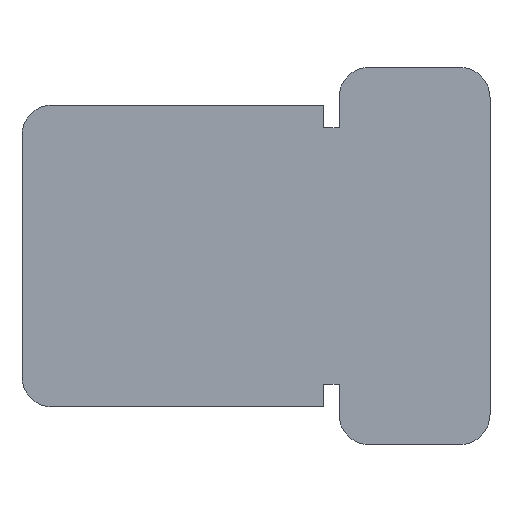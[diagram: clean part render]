
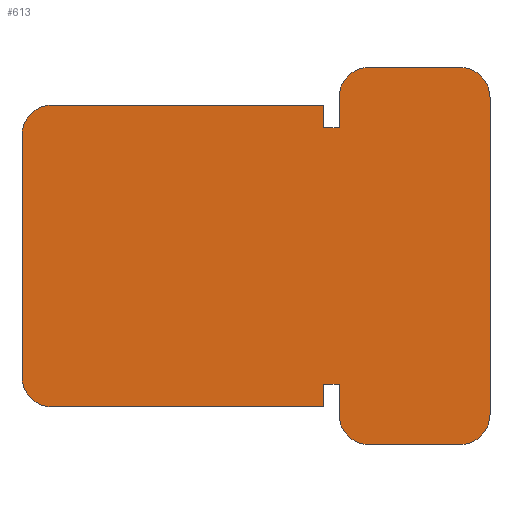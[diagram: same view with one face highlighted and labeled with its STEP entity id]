
A CAD part, front view. The second image highlights one B-rep face of the part: STEP entity #613.
In plain terms, the highlighted planar face has unit normal (0, -1, 0).
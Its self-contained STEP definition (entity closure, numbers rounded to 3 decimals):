
#3 = DIRECTION ( 'NONE',  ( 0., -1., 0. ) ) ;
#21 = CARTESIAN_POINT ( 'NONE',  ( 130., 0., -125. ) ) ;
#22 = EDGE_CURVE ( 'NONE', #251, #510, #719, .T. ) ;
#25 = CARTESIAN_POINT ( 'NONE',  ( 0., 0., 0. ) ) ;
#28 = VECTOR ( 'NONE', #704, 1000. ) ;
#46 = CARTESIAN_POINT ( 'NONE',  ( 100., 0., 85. ) ) ;
#48 = CARTESIAN_POINT ( 'NONE',  ( 130., 0., -105. ) ) ;
#53 = LINE ( 'NONE', #304, #782 ) ;
#66 = AXIS2_PLACEMENT_3D ( 'NONE', #430, #742, #320 ) ;
#77 = AXIS2_PLACEMENT_3D ( 'NONE', #174, #550, #233 ) ;
#80 = ORIENTED_EDGE ( 'NONE', *, *, #747, .T. ) ;
#91 = ORIENTED_EDGE ( 'NONE', *, *, #368, .F. ) ;
#94 = CARTESIAN_POINT ( 'NONE',  ( -100., 0., -100. ) ) ;
#103 = DIRECTION ( 'NONE',  ( 0., 0., 1. ) ) ;
#113 = LINE ( 'NONE', #732, #323 ) ;
#119 = CARTESIAN_POINT ( 'NONE',  ( -100., 0., -80. ) ) ;
#139 = ORIENTED_EDGE ( 'NONE', *, *, #331, .T. ) ;
#149 = VECTOR ( 'NONE', #235, 1000. ) ;
#150 = DIRECTION ( 'NONE',  ( 0., 1., 0. ) ) ;
#160 = VERTEX_POINT ( 'NONE', #764 ) ;
#163 = VERTEX_POINT ( 'NONE', #230 ) ;
#172 = CIRCLE ( 'NONE', #723, 20. ) ;
#173 = LINE ( 'NONE', #409, #149 ) ;
#174 = CARTESIAN_POINT ( 'NONE',  ( -80., 0., -80. ) ) ;
#182 = CARTESIAN_POINT ( 'NONE',  ( 210., 0., 125. ) ) ;
#184 = VECTOR ( 'NONE', #657, 1000. ) ;
#188 = CIRCLE ( 'NONE', #291, 20. ) ;
#189 = DIRECTION ( 'NONE',  ( 0., -1., 0. ) ) ;
#190 = ORIENTED_EDGE ( 'NONE', *, *, #248, .F. ) ;
#192 = CARTESIAN_POINT ( 'NONE',  ( -80., 0., 100. ) ) ;
#214 = ORIENTED_EDGE ( 'NONE', *, *, #219, .F. ) ;
#218 = ORIENTED_EDGE ( 'NONE', *, *, #309, .T. ) ;
#219 = EDGE_CURVE ( 'NONE', #470, #758, #113, .T. ) ;
#222 = ORIENTED_EDGE ( 'NONE', *, *, #344, .T. ) ;
#230 = CARTESIAN_POINT ( 'NONE',  ( 110., 0., 85. ) ) ;
#233 = DIRECTION ( 'NONE',  ( 0., 0., 1. ) ) ;
#235 = DIRECTION ( 'NONE',  ( -1., 0., 0. ) ) ;
#241 = DIRECTION ( 'NONE',  ( 0., 0., -1. ) ) ;
#242 = CARTESIAN_POINT ( 'NONE',  ( -80., 0., 80. ) ) ;
#248 = EDGE_CURVE ( 'NONE', #779, #371, #593, .T. ) ;
#251 = VERTEX_POINT ( 'NONE', #298 ) ;
#265 = CARTESIAN_POINT ( 'NONE',  ( -100., 0., 80. ) ) ;
#290 = VECTOR ( 'NONE', #447, 1000. ) ;
#291 = AXIS2_PLACEMENT_3D ( 'NONE', #301, #424, #306 ) ;
#294 = DIRECTION ( 'NONE',  ( -1., 0., 0. ) ) ;
#295 = DIRECTION ( 'NONE',  ( 0., 0., -1. ) ) ;
#298 = CARTESIAN_POINT ( 'NONE',  ( 100., 0., 100. ) ) ;
#301 = CARTESIAN_POINT ( 'NONE',  ( 130., 0., 105. ) ) ;
#304 = CARTESIAN_POINT ( 'NONE',  ( 210., 0., -125. ) ) ;
#306 = DIRECTION ( 'NONE',  ( 0., 0., 1. ) ) ;
#309 = EDGE_CURVE ( 'NONE', #584, #419, #172, .T. ) ;
#319 = VERTEX_POINT ( 'NONE', #607 ) ;
#320 = DIRECTION ( 'NONE',  ( 0., 0., 1. ) ) ;
#323 = VECTOR ( 'NONE', #294, 1000. ) ;
#324 = CIRCLE ( 'NONE', #66, 20. ) ;
#328 = CARTESIAN_POINT ( 'NONE',  ( 100., 0., 85. ) ) ;
#331 = EDGE_CURVE ( 'NONE', #766, #763, #753, .T. ) ;
#336 = CARTESIAN_POINT ( 'NONE',  ( 110., 0., -105. ) ) ;
#344 = EDGE_CURVE ( 'NONE', #650, #733, #683, .T. ) ;
#345 = DIRECTION ( 'NONE',  ( 0., 0., 1. ) ) ;
#347 = EDGE_LOOP ( 'NONE', ( #438, #218, #741, #222, #697, #515, #190, #80, #91, #745, #622, #715, #748, #356, #139, #755, #482, #214 ) ) ;
#351 = DIRECTION ( 'NONE',  ( 0., 0., 1. ) ) ;
#353 = AXIS2_PLACEMENT_3D ( 'NONE', #425, #3, #103 ) ;
#356 = ORIENTED_EDGE ( 'NONE', *, *, #599, .F. ) ;
#358 = LINE ( 'NONE', #606, #466 ) ;
#366 = CIRCLE ( 'NONE', #450, 20. ) ;
#368 = EDGE_CURVE ( 'NONE', #163, #160, #738, .T. ) ;
#371 = VERTEX_POINT ( 'NONE', #484 ) ;
#376 = DIRECTION ( 'NONE',  ( 0., 0., 1. ) ) ;
#378 = EDGE_CURVE ( 'NONE', #448, #500, #366, .T. ) ;
#386 = CARTESIAN_POINT ( 'NONE',  ( -100., 0., 100. ) ) ;
#390 = LINE ( 'NONE', #94, #28 ) ;
#403 = LINE ( 'NONE', #574, #290 ) ;
#406 = PLANE ( 'NONE',  #532 ) ;
#409 = CARTESIAN_POINT ( 'NONE',  ( -100., 0., -100. ) ) ;
#419 = VERTEX_POINT ( 'NONE', #21 ) ;
#420 = CARTESIAN_POINT ( 'NONE',  ( 130., 0., 125. ) ) ;
#424 = DIRECTION ( 'NONE',  ( 0., -1., 0. ) ) ;
#425 = CARTESIAN_POINT ( 'NONE',  ( 190., 0., -105. ) ) ;
#427 = EDGE_CURVE ( 'NONE', #319, #371, #324, .T. ) ;
#430 = CARTESIAN_POINT ( 'NONE',  ( 190., 0., 105. ) ) ;
#434 = CARTESIAN_POINT ( 'NONE',  ( 110., 0., -85. ) ) ;
#435 = EDGE_CURVE ( 'NONE', #584, #470, #443, .T. ) ;
#437 = CARTESIAN_POINT ( 'NONE',  ( 110., 0., -85. ) ) ;
#438 = ORIENTED_EDGE ( 'NONE', *, *, #435, .F. ) ;
#441 = LINE ( 'NONE', #386, #630 ) ;
#443 = LINE ( 'NONE', #434, #617 ) ;
#447 = DIRECTION ( 'NONE',  ( 0., 0., -1. ) ) ;
#448 = VERTEX_POINT ( 'NONE', #192 ) ;
#450 = AXIS2_PLACEMENT_3D ( 'NONE', #242, #189, #351 ) ;
#453 = DIRECTION ( 'NONE',  ( 1., 0., 0. ) ) ;
#466 = VECTOR ( 'NONE', #241, 1000. ) ;
#470 = VERTEX_POINT ( 'NONE', #437 ) ;
#475 = DIRECTION ( 'NONE',  ( 0., 0., 1. ) ) ;
#477 = CARTESIAN_POINT ( 'NONE',  ( -80., 0., -100. ) ) ;
#482 = ORIENTED_EDGE ( 'NONE', *, *, #701, .F. ) ;
#484 = CARTESIAN_POINT ( 'NONE',  ( 190., 0., 125. ) ) ;
#486 = DIRECTION ( 'NONE',  ( 0., 0., 1. ) ) ;
#491 = VECTOR ( 'NONE', #295, 1000. ) ;
#497 = VERTEX_POINT ( 'NONE', #746 ) ;
#500 = VERTEX_POINT ( 'NONE', #265 ) ;
#510 = VERTEX_POINT ( 'NONE', #681 ) ;
#515 = ORIENTED_EDGE ( 'NONE', *, *, #427, .T. ) ;
#532 = AXIS2_PLACEMENT_3D ( 'NONE', #25, #150, #345 ) ;
#544 = CARTESIAN_POINT ( 'NONE',  ( 110., 0., 125. ) ) ;
#546 = VECTOR ( 'NONE', #453, 1000. ) ;
#547 = EDGE_CURVE ( 'NONE', #448, #251, #441, .T. ) ;
#550 = DIRECTION ( 'NONE',  ( 0., -1., 0. ) ) ;
#560 = EDGE_CURVE ( 'NONE', #510, #163, #627, .T. ) ;
#569 = EDGE_CURVE ( 'NONE', #319, #733, #403, .T. ) ;
#574 = CARTESIAN_POINT ( 'NONE',  ( 210., 0., 125. ) ) ;
#578 = CARTESIAN_POINT ( 'NONE',  ( 190., 0., -125. ) ) ;
#584 = VERTEX_POINT ( 'NONE', #336 ) ;
#593 = LINE ( 'NONE', #182, #184 ) ;
#599 = EDGE_CURVE ( 'NONE', #766, #500, #390, .T. ) ;
#606 = CARTESIAN_POINT ( 'NONE',  ( 100., 0., -100. ) ) ;
#607 = CARTESIAN_POINT ( 'NONE',  ( 210., 0., 105. ) ) ;
#613 = ADVANCED_FACE ( 'NONE', ( #633 ), #406, .F. ) ;
#617 = VECTOR ( 'NONE', #376, 1000. ) ;
#622 = ORIENTED_EDGE ( 'NONE', *, *, #22, .F. ) ;
#627 = LINE ( 'NONE', #328, #546 ) ;
#630 = VECTOR ( 'NONE', #685, 1000. ) ;
#633 = FACE_OUTER_BOUND ( 'NONE', #347, .T. ) ;
#650 = VERTEX_POINT ( 'NONE', #578 ) ;
#651 = CARTESIAN_POINT ( 'NONE',  ( 100., 0., -85. ) ) ;
#657 = DIRECTION ( 'NONE',  ( 1., 0., 0. ) ) ;
#681 = CARTESIAN_POINT ( 'NONE',  ( 100., 0., 85. ) ) ;
#683 = CIRCLE ( 'NONE', #353, 20. ) ;
#685 = DIRECTION ( 'NONE',  ( 1., 0., 0. ) ) ;
#697 = ORIENTED_EDGE ( 'NONE', *, *, #569, .F. ) ;
#701 = EDGE_CURVE ( 'NONE', #758, #497, #358, .T. ) ;
#704 = DIRECTION ( 'NONE',  ( 0., 0., 1. ) ) ;
#715 = ORIENTED_EDGE ( 'NONE', *, *, #547, .F. ) ;
#716 = DIRECTION ( 'NONE',  ( -1., 0., 0. ) ) ;
#717 = EDGE_CURVE ( 'NONE', #497, #763, #173, .T. ) ;
#719 = LINE ( 'NONE', #46, #491 ) ;
#723 = AXIS2_PLACEMENT_3D ( 'NONE', #48, #786, #486 ) ;
#726 = CARTESIAN_POINT ( 'NONE',  ( 210., 0., -105. ) ) ;
#732 = CARTESIAN_POINT ( 'NONE',  ( 100., 0., -85. ) ) ;
#733 = VERTEX_POINT ( 'NONE', #726 ) ;
#735 = EDGE_CURVE ( 'NONE', #650, #419, #53, .T. ) ;
#738 = LINE ( 'NONE', #544, #781 ) ;
#741 = ORIENTED_EDGE ( 'NONE', *, *, #735, .F. ) ;
#742 = DIRECTION ( 'NONE',  ( 0., -1., 0. ) ) ;
#745 = ORIENTED_EDGE ( 'NONE', *, *, #560, .F. ) ;
#746 = CARTESIAN_POINT ( 'NONE',  ( 100., 0., -100. ) ) ;
#747 = EDGE_CURVE ( 'NONE', #779, #160, #188, .T. ) ;
#748 = ORIENTED_EDGE ( 'NONE', *, *, #378, .T. ) ;
#753 = CIRCLE ( 'NONE', #77, 20. ) ;
#755 = ORIENTED_EDGE ( 'NONE', *, *, #717, .F. ) ;
#758 = VERTEX_POINT ( 'NONE', #651 ) ;
#763 = VERTEX_POINT ( 'NONE', #477 ) ;
#764 = CARTESIAN_POINT ( 'NONE',  ( 110., 0., 105. ) ) ;
#766 = VERTEX_POINT ( 'NONE', #119 ) ;
#779 = VERTEX_POINT ( 'NONE', #420 ) ;
#781 = VECTOR ( 'NONE', #475, 1000. ) ;
#782 = VECTOR ( 'NONE', #716, 1000. ) ;
#786 = DIRECTION ( 'NONE',  ( 0., -1., 0. ) ) ;
